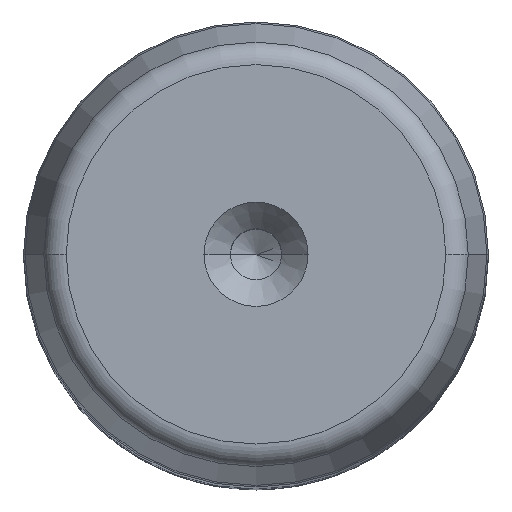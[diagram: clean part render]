
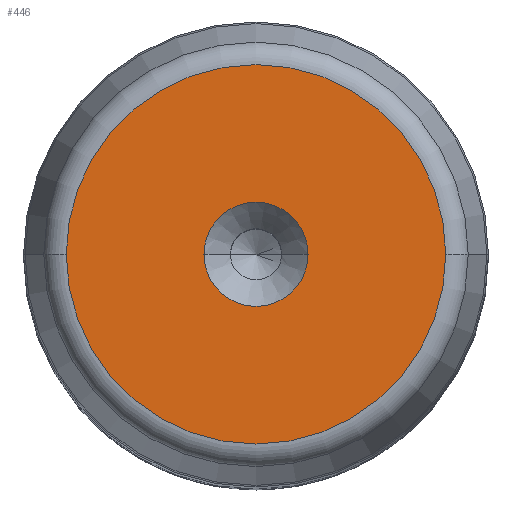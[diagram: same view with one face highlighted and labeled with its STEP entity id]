
A CAD part, top view. The second image highlights one B-rep face of the part: STEP entity #446.
In plain terms, the highlighted planar face has unit normal (0, 0, 1).
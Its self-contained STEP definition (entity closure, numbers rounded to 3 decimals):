
#16 = DIRECTION ( 'NONE',  ( 0., 0., 1. ) ) ;
#61 = CIRCLE ( 'NONE', #2587, 5.6 ) ;
#71 = CIRCLE ( 'NONE', #1526, 20.402 ) ;
#81 = CARTESIAN_POINT ( 'NONE',  ( 0., 0., 200. ) ) ;
#111 = ORIENTED_EDGE ( 'NONE', *, *, #748, .F. ) ;
#186 = ORIENTED_EDGE ( 'NONE', *, *, #2631, .T. ) ;
#244 = DIRECTION ( 'NONE',  ( 1., 0., 0. ) ) ;
#308 = VERTEX_POINT ( 'NONE', #1836 ) ;
#437 = DIRECTION ( 'NONE',  ( 1., 0., 0. ) ) ;
#446 = ADVANCED_FACE ( 'NONE', ( #1159, #504 ), #1692, .T. ) ;
#504 = FACE_BOUND ( 'NONE', #1677, .T. ) ;
#511 = AXIS2_PLACEMENT_3D ( 'NONE', #1429, #1423, #437 ) ;
#549 = AXIS2_PLACEMENT_3D ( 'NONE', #1816, #2046, #2819 ) ;
#594 = DIRECTION ( 'NONE',  ( 0., 0., 1. ) ) ;
#748 = EDGE_CURVE ( 'NONE', #1078, #1908, #61, .T. ) ;
#749 = CARTESIAN_POINT ( 'NONE',  ( -5.6, 0., 200. ) ) ;
#802 = ORIENTED_EDGE ( 'NONE', *, *, #1365, .T. ) ;
#839 = EDGE_LOOP ( 'NONE', ( #186, #802 ) ) ;
#1078 = VERTEX_POINT ( 'NONE', #2981 ) ;
#1159 = FACE_OUTER_BOUND ( 'NONE', #839, .T. ) ;
#1231 = ORIENTED_EDGE ( 'NONE', *, *, #1281, .F. ) ;
#1265 = CARTESIAN_POINT ( 'NONE',  ( 0., 0., 200. ) ) ;
#1281 = EDGE_CURVE ( 'NONE', #1908, #1078, #2953, .T. ) ;
#1342 = DIRECTION ( 'NONE',  ( 1., 0., 0. ) ) ;
#1365 = EDGE_CURVE ( 'NONE', #308, #2453, #71, .T. ) ;
#1423 = DIRECTION ( 'NONE',  ( 0., 0., 1. ) ) ;
#1429 = CARTESIAN_POINT ( 'NONE',  ( 0., 0., 200. ) ) ;
#1506 = DIRECTION ( 'NONE',  ( 1., 0., 0. ) ) ;
#1526 = AXIS2_PLACEMENT_3D ( 'NONE', #1265, #16, #1506 ) ;
#1677 = EDGE_LOOP ( 'NONE', ( #111, #1231 ) ) ;
#1692 = PLANE ( 'NONE',  #2400 ) ;
#1701 = CARTESIAN_POINT ( 'NONE',  ( 0., 0., 200. ) ) ;
#1816 = CARTESIAN_POINT ( 'NONE',  ( 0., 0., 200. ) ) ;
#1836 = CARTESIAN_POINT ( 'NONE',  ( -20.402, 0., 200. ) ) ;
#1908 = VERTEX_POINT ( 'NONE', #749 ) ;
#1950 = DIRECTION ( 'NONE',  ( 0., 0., 1. ) ) ;
#2046 = DIRECTION ( 'NONE',  ( 0., 0., 1. ) ) ;
#2400 = AXIS2_PLACEMENT_3D ( 'NONE', #1701, #1950, #244 ) ;
#2453 = VERTEX_POINT ( 'NONE', #2608 ) ;
#2587 = AXIS2_PLACEMENT_3D ( 'NONE', #81, #594, #1342 ) ;
#2608 = CARTESIAN_POINT ( 'NONE',  ( 20.402, 0., 200. ) ) ;
#2631 = EDGE_CURVE ( 'NONE', #2453, #308, #2803, .T. ) ;
#2803 = CIRCLE ( 'NONE', #511, 20.402 ) ;
#2819 = DIRECTION ( 'NONE',  ( 1., 0., 0. ) ) ;
#2953 = CIRCLE ( 'NONE', #549, 5.6 ) ;
#2981 = CARTESIAN_POINT ( 'NONE',  ( 5.6, 0., 200. ) ) ;
